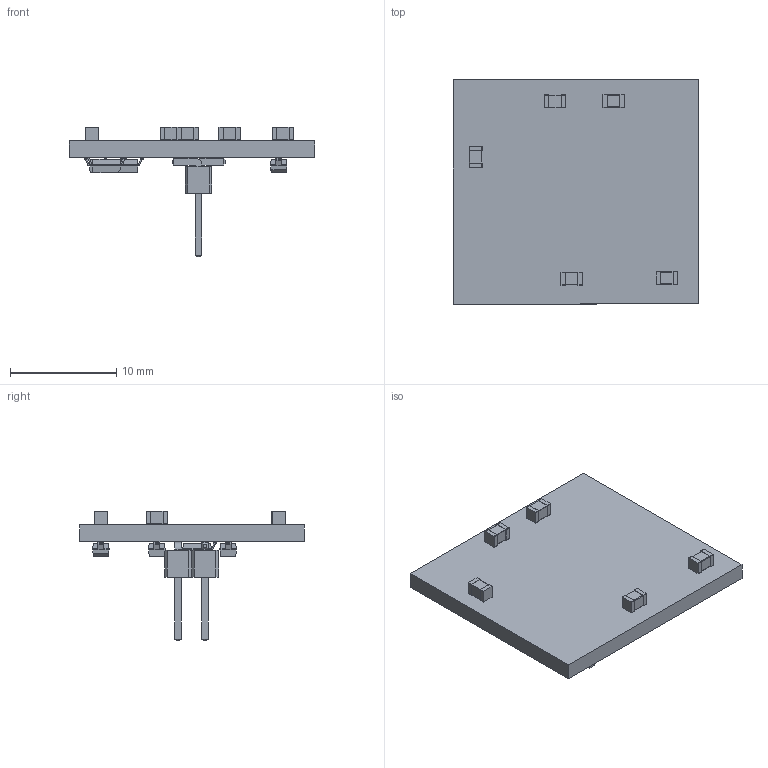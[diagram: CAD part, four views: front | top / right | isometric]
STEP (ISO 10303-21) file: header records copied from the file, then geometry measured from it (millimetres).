
FILE_DESCRIPTION(('KiCad electronic assembly'),'2;1');
FILE_NAME('trabajoProfesionalPiezo.step','2021-05-23T12:34:44',( 'An Author'),('A Company'),'Open CASCADE STEP processor 6.9', 'KiCad to STEP converter','Unknown');
FILE_SCHEMA(('AUTOMOTIVE_DESIGN { 1 0 10303 214 1 1 1 1 }'));
Length unit declared in the file: millimetre
Products named in the file (8): Open CASCADE STEP translator 6.9 1; 1N4150W-E3-08; COMPOUND; C_0805_2012Metric; SOLID; PinHeader_1x02_P2.54mm_Vertical_SMD_Pin1Left
Assembly tree (14 placements, depth 3):
  Open CASCADE STEP translator 6.9 1
    1N4150W-E3-08  x4
      COMPOUND
    C_0805_2012Metric  x5
      SOLID
    PinHeader_1x02_P2.54mm_Vertical_SMD_Pin1Left
      SOLID
    SOLID
Bounding box: 23.15 x 21.16 x 12.25 mm (x, y, z)
Volume: 855.8 mm3; surface area: 1372.3 mm2
Topology: 19 solids, 19 shells, 368 faces, 900 edges, 584 vertices
Faces by surface type: plane 282, cylinder 86
Entity records: 8869 total; most frequent: CARTESIAN_POINT 1425, DIRECTION 1281, LINE 883, VECTOR 883, ORIENTED_EDGE 642, PCURVE 642, DEFINITIONAL_REPRESENTATION 642, EDGE_CURVE 321
